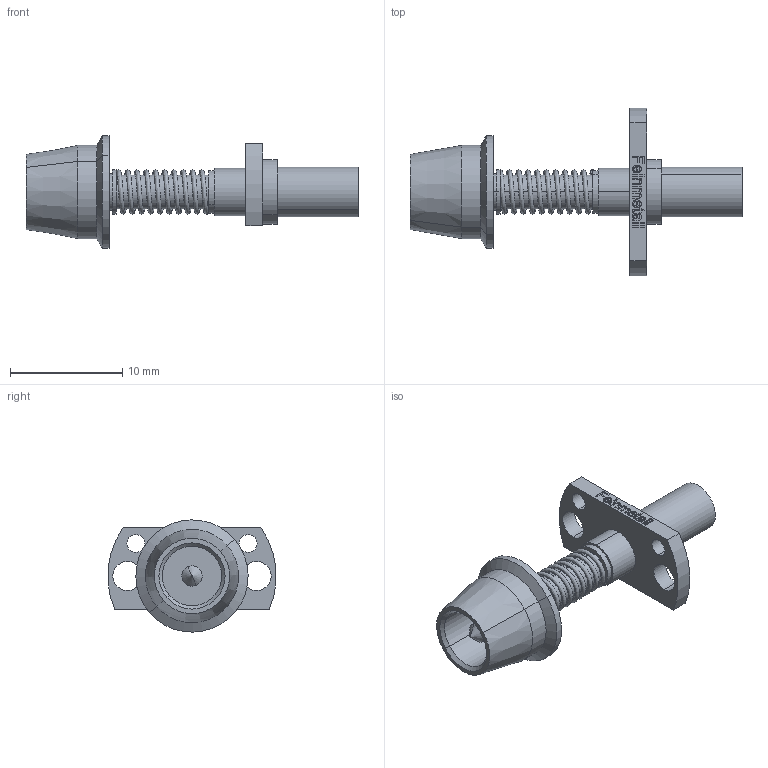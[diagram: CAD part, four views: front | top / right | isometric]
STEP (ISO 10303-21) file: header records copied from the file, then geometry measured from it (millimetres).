
FILE_DESCRIPTION (( 'STEP AP214' ), '1' );
FILE_NAME ('MOD-1106447-HF86-0003.STEP', '2022-10-20T10:18:45', ( '' ), ( '' ), 'SwSTEP 2.0', 'SolidWorks 2020', '' );
FILE_SCHEMA (( 'AUTOMOTIVE_DESIGN' ));
Length unit declared in the file: millimetre
Products named in the file (1): MOD-1106447-HF86-0003
Bounding box: 29.58 x 14.96 x 10 mm (x, y, z)
Volume: 644.5 mm3; surface area: 1148.2 mm2
Topology: 1 solids, 1 shells, 248 faces, 620 edges, 403 vertices
Faces by surface type: plane 112, bspline 58, cylinder 50, cone 24, torus 4
Entity records: 13798 total; most frequent: CARTESIAN_POINT 6874, ORIENTED_EDGE 1236, DIRECTION 1010, EDGE_CURVE 618, VERTEX_POINT 403, VECTOR 346, LINE 346, AXIS2_PLACEMENT_3D 332
